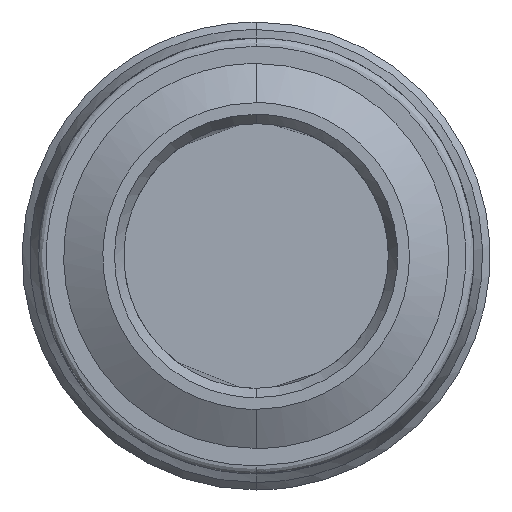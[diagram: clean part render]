
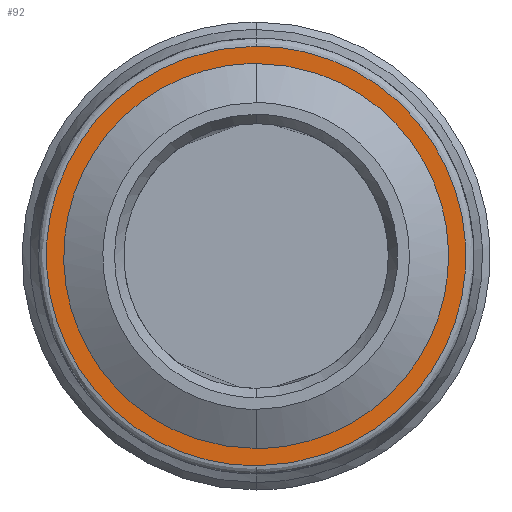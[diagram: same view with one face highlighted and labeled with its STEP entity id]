
A CAD part, front view. The second image highlights one B-rep face of the part: STEP entity #92.
In plain terms, the highlighted free-form (B-spline) face has degree [1, 1] with [2, 2] control points.
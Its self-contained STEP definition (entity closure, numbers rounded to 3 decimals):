
#92 = ADVANCED_FACE ( 'NONE', ( #2237, #2707 ), #3098, .T. ) ;
#118 = CARTESIAN_POINT ( 'NONE',  ( 0., -3.7, 6.5 ) ) ;
#126 = CARTESIAN_POINT ( 'NONE',  ( 5.679, -3.7, 3.276 ) ) ;
#199 = CARTESIAN_POINT ( 'NONE',  ( -4.77, -3.7, 3.662 ) ) ;
#201 = CARTESIAN_POINT ( 'NONE',  ( 5.962, -3.7, 0.783 ) ) ;
#235 = B_SPLINE_CURVE_WITH_KNOTS ( 'NONE', 3,
 ( #597, #3642, #2649, #3950, #304, #3683, #884, #1534, #201, #808, #2958, #3418, #1238, #3437, #1843, #371, #3448, #3095 ),
 .UNSPECIFIED., .F., .F.,
 ( 4, 2, 2, 2, 2, 2, 2, 2, 4 ),
 ( 0., 0.393, 0.785, 1.178, 1.571, 1.963, 2.356, 2.749, 3.142 ),
 .UNSPECIFIED. ) ;
#261 = VERTEX_POINT ( 'NONE', #2095 ) ;
#276 = CARTESIAN_POINT ( 'NONE',  ( -0.783, -3.7, 5.962 ) ) ;
#304 = CARTESIAN_POINT ( 'NONE',  ( 3.662, -3.7, 4.77 ) ) ;
#371 = CARTESIAN_POINT ( 'NONE',  ( 1.558, -3.7, -5.808 ) ) ;
#400 = CARTESIAN_POINT ( 'NONE',  ( 6.5, -3.7, -0.854 ) ) ;
#415 = CARTESIAN_POINT ( 'NONE',  ( 5.679, -3.7, -3.276 ) ) ;
#578 = CARTESIAN_POINT ( 'NONE',  ( -5.209, -3.7, -3.005 ) ) ;
#597 = CARTESIAN_POINT ( 'NONE',  ( 0., -3.7, 5.962 ) ) ;
#674 = CARTESIAN_POINT ( 'NONE',  ( -0.854, -3.7, 6.5 ) ) ;
#692 = CARTESIAN_POINT ( 'NONE',  ( 6.332, -3.7, 1.699 ) ) ;
#697 = CARTESIAN_POINT ( 'NONE',  ( -6.578, -3.7, -6.578 ) ) ;
#725 = CARTESIAN_POINT ( 'NONE',  ( 3.993, -3.7, -5.2 ) ) ;
#764 = CARTESIAN_POINT ( 'NONE',  ( -4.77, -3.7, -3.662 ) ) ;
#774 = CARTESIAN_POINT ( 'NONE',  ( -6.332, -3.7, 1.699 ) ) ;
#797 = CARTESIAN_POINT ( 'NONE',  ( -0.783, -3.7, -5.962 ) ) ;
#808 = CARTESIAN_POINT ( 'NONE',  ( 5.962, -3.7, -0.783 ) ) ;
#854 = CARTESIAN_POINT ( 'NONE',  ( -1.558, -3.7, -5.808 ) ) ;
#884 = CARTESIAN_POINT ( 'NONE',  ( 5.209, -3.7, 3.005 ) ) ;
#994 = CARTESIAN_POINT ( 'NONE',  ( 1.699, -3.7, 6.332 ) ) ;
#1031 = CARTESIAN_POINT ( 'NONE',  ( -6.5, -3.7, 0.854 ) ) ;
#1080 = CARTESIAN_POINT ( 'NONE',  ( -5.808, -3.7, 1.558 ) ) ;
#1100 = CARTESIAN_POINT ( 'NONE',  ( -3.662, -3.7, -4.77 ) ) ;
#1182 = CARTESIAN_POINT ( 'NONE',  ( -5.808, -3.7, -1.558 ) ) ;
#1238 = CARTESIAN_POINT ( 'NONE',  ( 4.77, -3.7, -3.662 ) ) ;
#1244 = EDGE_CURVE ( 'NONE', #1346, #2761, #3373, .T. ) ;
#1257 = ORIENTED_EDGE ( 'NONE', *, *, #1244, .T. ) ;
#1286 = CARTESIAN_POINT ( 'NONE',  ( -6.578, -3.7, 6.578 ) ) ;
#1308 = CARTESIAN_POINT ( 'NONE',  ( -1.699, -3.7, 6.332 ) ) ;
#1328 = CARTESIAN_POINT ( 'NONE',  ( 1.699, -3.7, -6.332 ) ) ;
#1346 = VERTEX_POINT ( 'NONE', #2450 ) ;
#1351 = CARTESIAN_POINT ( 'NONE',  ( -3.993, -3.7, -5.2 ) ) ;
#1390 = CARTESIAN_POINT ( 'NONE',  ( -5.209, -3.7, 3.005 ) ) ;
#1457 = EDGE_CURVE ( 'NONE', #261, #2016, #2402, .T. ) ;
#1501 = CARTESIAN_POINT ( 'NONE',  ( -3.005, -3.7, 5.209 ) ) ;
#1534 = CARTESIAN_POINT ( 'NONE',  ( 5.808, -3.7, 1.558 ) ) ;
#1566 = CARTESIAN_POINT ( 'NONE',  ( 0., -3.7, 6.5 ) ) ;
#1634 = CARTESIAN_POINT ( 'NONE',  ( 3.276, -3.7, -5.679 ) ) ;
#1641 = CARTESIAN_POINT ( 'NONE',  ( -3.276, -3.7, -5.679 ) ) ;
#1808 = EDGE_CURVE ( 'NONE', #2016, #261, #3156, .T. ) ;
#1843 = CARTESIAN_POINT ( 'NONE',  ( 3.005, -3.7, -5.209 ) ) ;
#1890 = EDGE_LOOP ( 'NONE', ( #3275, #3267 ) ) ;
#2016 = VERTEX_POINT ( 'NONE', #2169 ) ;
#2085 = EDGE_LOOP ( 'NONE', ( #1257, #2835 ) ) ;
#2095 = CARTESIAN_POINT ( 'NONE',  ( 0., -3.7, 6.5 ) ) ;
#2169 = CARTESIAN_POINT ( 'NONE',  ( 0., -3.7, -6.5 ) ) ;
#2237 = FACE_BOUND ( 'NONE', #2085, .T. ) ;
#2259 = CARTESIAN_POINT ( 'NONE',  ( 6.5, -3.7, 0.854 ) ) ;
#2301 = CARTESIAN_POINT ( 'NONE',  ( -5.679, -3.7, -3.276 ) ) ;
#2402 = B_SPLINE_CURVE_WITH_KNOTS ( 'NONE', 3,
 ( #1566, #674, #1308, #3457, #3710, #3747, #3155, #774, #1031, #3179, #3806, #2301, #3520, #1351, #1641, #3536, #3505, #3220 ),
 .UNSPECIFIED., .F., .F.,
 ( 4, 2, 2, 2, 2, 2, 2, 2, 4 ),
 ( 0., 0.393, 0.785, 1.178, 1.571, 1.963, 2.356, 2.749, 3.142 ),
 .UNSPECIFIED. ) ;
#2418 = CARTESIAN_POINT ( 'NONE',  ( 0., -3.7, 5.962 ) ) ;
#2450 = CARTESIAN_POINT ( 'NONE',  ( 0., -3.7, -5.962 ) ) ;
#2472 = CARTESIAN_POINT ( 'NONE',  ( 0., -3.7, -6.5 ) ) ;
#2572 = CARTESIAN_POINT ( 'NONE',  ( 5.2, -3.7, 3.993 ) ) ;
#2637 = EDGE_CURVE ( 'NONE', #2761, #1346, #235, .T. ) ;
#2649 = CARTESIAN_POINT ( 'NONE',  ( 1.558, -3.7, 5.808 ) ) ;
#2707 = FACE_OUTER_BOUND ( 'NONE', #1890, .T. ) ;
#2761 = VERTEX_POINT ( 'NONE', #2892 ) ;
#2783 = CARTESIAN_POINT ( 'NONE',  ( 0.854, -3.7, -6.5 ) ) ;
#2835 = ORIENTED_EDGE ( 'NONE', *, *, #2637, .T. ) ;
#2837 = CARTESIAN_POINT ( 'NONE',  ( 3.993, -3.7, 5.2 ) ) ;
#2859 = CARTESIAN_POINT ( 'NONE',  ( 6.578, -3.7, -6.578 ) ) ;
#2892 = CARTESIAN_POINT ( 'NONE',  ( 0., -3.7, 5.962 ) ) ;
#2931 = CARTESIAN_POINT ( 'NONE',  ( -3.005, -3.7, -5.209 ) ) ;
#2958 = CARTESIAN_POINT ( 'NONE',  ( 5.808, -3.7, -1.558 ) ) ;
#3011 = CARTESIAN_POINT ( 'NONE',  ( -3.662, -3.7, 4.77 ) ) ;
#3095 = CARTESIAN_POINT ( 'NONE',  ( 0., -3.7, -5.962 ) ) ;
#3098 = B_SPLINE_SURFACE_WITH_KNOTS ( 'NONE', 1, 1, ( 
 ( #2859, #697 ),
 ( #3476, #1286 ) ),
 .UNSPECIFIED., .F., .F., .F.,
 ( 2, 2 ),
 ( 2, 2 ),
 ( 0., 1. ),
 ( 0., 1. ),
 .UNSPECIFIED. ) ;
#3148 = CARTESIAN_POINT ( 'NONE',  ( 5.2, -3.7, -3.993 ) ) ;
#3155 = CARTESIAN_POINT ( 'NONE',  ( -5.679, -3.7, 3.276 ) ) ;
#3156 = B_SPLINE_CURVE_WITH_KNOTS ( 'NONE', 3,
 ( #2472, #2783, #1328, #1634, #725, #3148, #415, #3795, #400, #2259, #692, #126, #2572, #2837, #3196, #994, #3749, #118 ),
 .UNSPECIFIED., .F., .F.,
 ( 4, 2, 2, 2, 2, 2, 2, 2, 4 ),
 ( 0., 0.393, 0.785, 1.178, 1.571, 1.963, 2.356, 2.749, 3.142 ),
 .UNSPECIFIED. ) ;
#3179 = CARTESIAN_POINT ( 'NONE',  ( -6.5, -3.7, -0.854 ) ) ;
#3196 = CARTESIAN_POINT ( 'NONE',  ( 3.276, -3.7, 5.679 ) ) ;
#3220 = CARTESIAN_POINT ( 'NONE',  ( 0., -3.7, -6.5 ) ) ;
#3226 = CARTESIAN_POINT ( 'NONE',  ( -5.962, -3.7, -0.783 ) ) ;
#3267 = ORIENTED_EDGE ( 'NONE', *, *, #1808, .T. ) ;
#3275 = ORIENTED_EDGE ( 'NONE', *, *, #1457, .T. ) ;
#3337 = CARTESIAN_POINT ( 'NONE',  ( -5.962, -3.7, 0.783 ) ) ;
#3373 = B_SPLINE_CURVE_WITH_KNOTS ( 'NONE', 3,
 ( #3542, #797, #854, #2931, #1100, #764, #578, #1182, #3226, #3337, #1080, #1390, #199, #3011, #1501, #3933, #276, #2418 ),
 .UNSPECIFIED., .F., .F.,
 ( 4, 2, 2, 2, 2, 2, 2, 2, 4 ),
 ( 0., 0.393, 0.785, 1.178, 1.571, 1.963, 2.356, 2.749, 3.142 ),
 .UNSPECIFIED. ) ;
#3418 = CARTESIAN_POINT ( 'NONE',  ( 5.209, -3.7, -3.005 ) ) ;
#3437 = CARTESIAN_POINT ( 'NONE',  ( 3.662, -3.7, -4.77 ) ) ;
#3448 = CARTESIAN_POINT ( 'NONE',  ( 0.783, -3.7, -5.962 ) ) ;
#3457 = CARTESIAN_POINT ( 'NONE',  ( -3.276, -3.7, 5.679 ) ) ;
#3476 = CARTESIAN_POINT ( 'NONE',  ( 6.578, -3.7, 6.578 ) ) ;
#3505 = CARTESIAN_POINT ( 'NONE',  ( -0.854, -3.7, -6.5 ) ) ;
#3520 = CARTESIAN_POINT ( 'NONE',  ( -5.2, -3.7, -3.993 ) ) ;
#3536 = CARTESIAN_POINT ( 'NONE',  ( -1.699, -3.7, -6.332 ) ) ;
#3542 = CARTESIAN_POINT ( 'NONE',  ( 0., -3.7, -5.962 ) ) ;
#3642 = CARTESIAN_POINT ( 'NONE',  ( 0.783, -3.7, 5.962 ) ) ;
#3683 = CARTESIAN_POINT ( 'NONE',  ( 4.77, -3.7, 3.662 ) ) ;
#3710 = CARTESIAN_POINT ( 'NONE',  ( -3.993, -3.7, 5.2 ) ) ;
#3747 = CARTESIAN_POINT ( 'NONE',  ( -5.2, -3.7, 3.993 ) ) ;
#3749 = CARTESIAN_POINT ( 'NONE',  ( 0.854, -3.7, 6.5 ) ) ;
#3795 = CARTESIAN_POINT ( 'NONE',  ( 6.332, -3.7, -1.699 ) ) ;
#3806 = CARTESIAN_POINT ( 'NONE',  ( -6.332, -3.7, -1.699 ) ) ;
#3933 = CARTESIAN_POINT ( 'NONE',  ( -1.558, -3.7, 5.808 ) ) ;
#3950 = CARTESIAN_POINT ( 'NONE',  ( 3.005, -3.7, 5.209 ) ) ;
